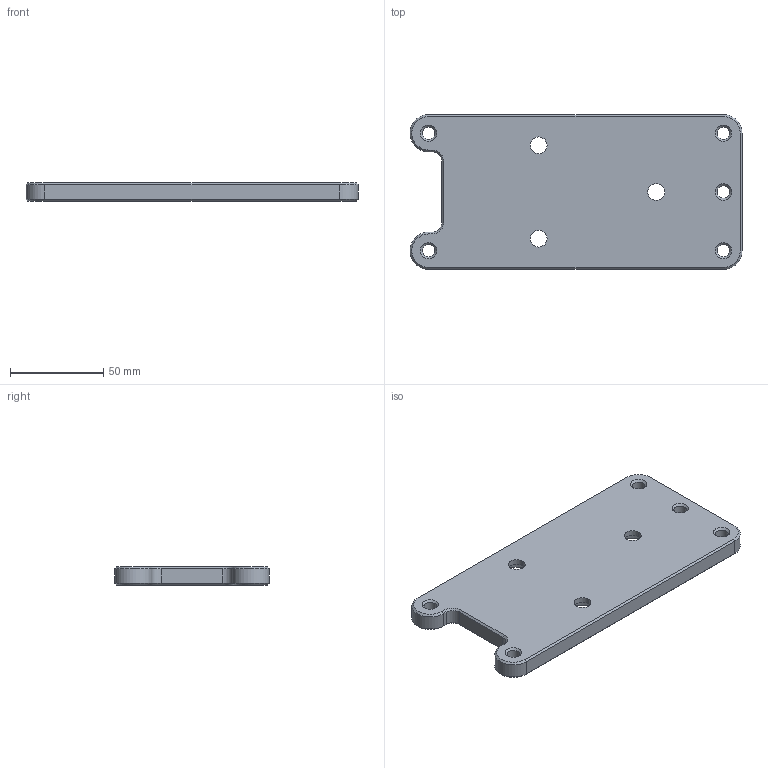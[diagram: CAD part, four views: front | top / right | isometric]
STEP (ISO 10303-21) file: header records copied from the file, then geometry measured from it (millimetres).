
FILE_DESCRIPTION(('FreeCAD Model'),'2;1');
FILE_NAME('Open CASCADE Shape Model','2022-01-18T11:41:23',('Author'),( ''),'Open CASCADE STEP processor 7.5','FreeCAD','Unknown');
FILE_SCHEMA(('AUTOMOTIVE_DESIGN { 1 0 10303 214 1 1 1 1 }'));
Length unit declared in the file: millimetre
Products named in the file (1): Chamfer
Bounding box: 178 x 83 x 10 mm (x, y, z)
Volume: 128844.5 mm3; surface area: 34229.7 mm2
Topology: 1 solids, 1 shells, 74 faces, 167 edges, 98 vertices
Faces by surface type: cone 28, cylinder 23, plane 23
Full cylindrical faces by diameter (mm): 6.8 x5
Entity records: 2099 total; most frequent: DIRECTION 391, CARTESIAN_POINT 340, ORIENTED_EDGE 334, EDGE_CURVE 167, AXIS2_PLACEMENT_3D 149, VERTEX_POINT 98, FACE_BOUND 93, EDGE_LOOP 93
